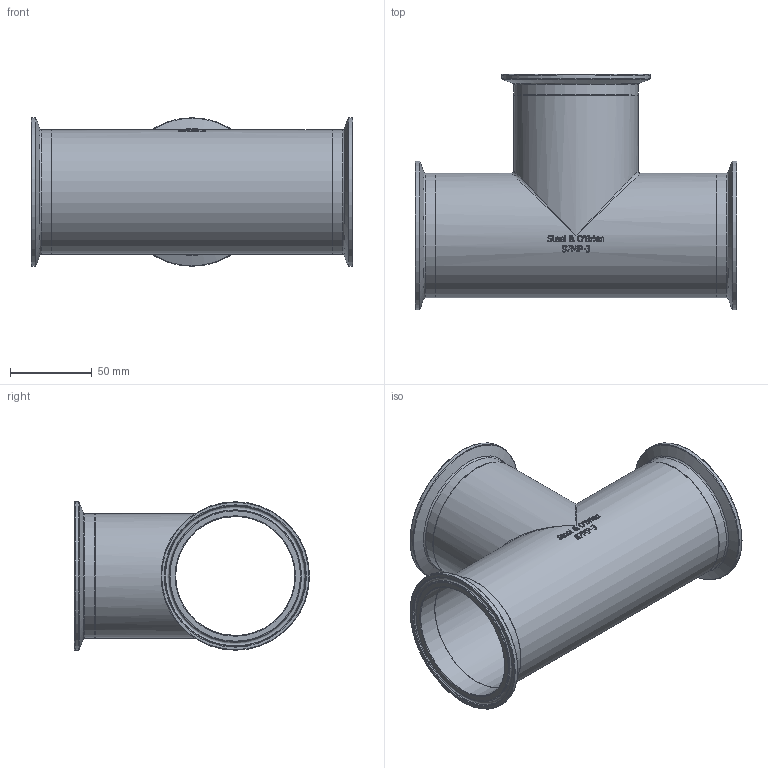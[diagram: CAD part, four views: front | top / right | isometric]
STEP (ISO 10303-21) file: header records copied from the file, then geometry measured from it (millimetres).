
FILE_DESCRIPTION(/* description */ (''),/* implementation_level */ '2;1');
FILE_NAME(/* name */ 'S7MP-3.stp',/* time_stamp */ '2018-11-29T09:04:00-05:00',/* author */ ('ken'),/* organization */ (''),/* preprocessor_version */ 'ST-DEVELOPER v15.2',/* originating_system */ 'Autodesk Inventor 2014',/* authorisation */ '');
FILE_SCHEMA (('AUTOMOTIVE_DESIGN { 1 0 10303 214 3 1 1 }'));
Length unit declared in the file: inch
Products named in the file (1): S7MP-3
Bounding box: 196.85 x 143.88 x 90.91 mm (x, y, z)
Volume: 117172 mm3; surface area: 128698 mm2
Topology: 1 solids, 1 shells, 378 faces, 983 edges, 640 vertices
Faces by surface type: bspline 164, plane 136, cylinder 42, torus 27, cone 9
Full cylindrical faces by diameter (mm): 72.898 x5, 76.2 x5, 90.907 x3
Entity records: 14301 total; most frequent: CARTESIAN_POINT 6105, ORIENTED_EDGE 1848, DIRECTION 1224, EDGE_CURVE 924, VERTEX_POINT 636, EDGE_LOOP 470, AXIS2_PLACEMENT_3D 409, LINE 406
